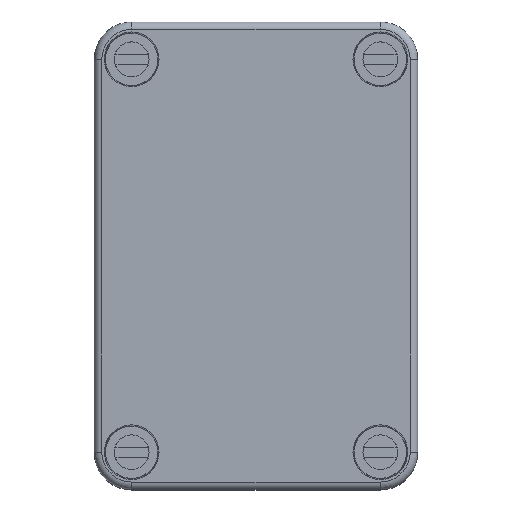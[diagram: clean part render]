
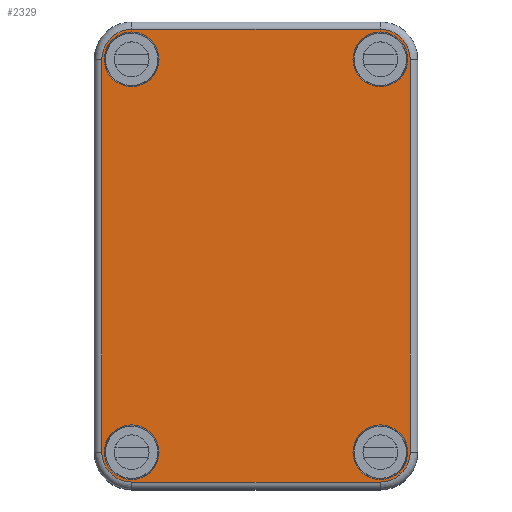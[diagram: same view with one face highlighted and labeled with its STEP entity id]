
A CAD part, top view. The second image highlights one B-rep face of the part: STEP entity #2329.
In plain terms, the highlighted planar face has unit normal (0, 0, 1).
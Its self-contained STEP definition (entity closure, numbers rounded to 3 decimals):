
#112 = DIRECTION ( 'NONE',  ( 0., 0., -1. ) ) ;
#118 = VERTEX_POINT ( 'NONE', #1115 ) ;
#196 = FACE_OUTER_BOUND ( 'NONE', #2423, .T. ) ;
#495 = DIRECTION ( 'NONE',  ( 0., 0., 1. ) ) ;
#543 = ORIENTED_EDGE ( 'NONE', *, *, #15255, .T. ) ;
#619 = DIRECTION ( 'NONE',  ( 0., 0., -1. ) ) ;
#701 = CIRCLE ( 'NONE', #12303, 5.5 ) ;
#773 = CIRCLE ( 'NONE', #6578, 6. ) ;
#842 = CARTESIAN_POINT ( 'NONE',  ( -25., 45.5, 15. ) ) ;
#892 = CARTESIAN_POINT ( 'NONE',  ( -25., 39.5, 15. ) ) ;
#910 = AXIS2_PLACEMENT_3D ( 'NONE', #9057, #619, #10505 ) ;
#918 = CARTESIAN_POINT ( 'NONE',  ( 25., -39.5, 15. ) ) ;
#919 = CARTESIAN_POINT ( 'NONE',  ( 31., 39.5, 15. ) ) ;
#1060 = CARTESIAN_POINT ( 'NONE',  ( -31., -39.5, 15. ) ) ;
#1115 = CARTESIAN_POINT ( 'NONE',  ( 19.5, -39.5, 15. ) ) ;
#1164 = CARTESIAN_POINT ( 'NONE',  ( -31., 39.5, 15. ) ) ;
#1278 = CIRCLE ( 'NONE', #16732, 6. ) ;
#1567 = DIRECTION ( 'NONE',  ( 0., 0., -1. ) ) ;
#1644 = CARTESIAN_POINT ( 'NONE',  ( -25., -39.5, 15. ) ) ;
#1676 = CARTESIAN_POINT ( 'NONE',  ( -30.5, 39.5, 15. ) ) ;
#1750 = ORIENTED_EDGE ( 'NONE', *, *, #17590, .T. ) ;
#1982 = ORIENTED_EDGE ( 'NONE', *, *, #11614, .T. ) ;
#2048 = AXIS2_PLACEMENT_3D ( 'NONE', #892, #10797, #2327 ) ;
#2106 = VERTEX_POINT ( 'NONE', #11699 ) ;
#2146 = DIRECTION ( 'NONE',  ( -1., 0., 0. ) ) ;
#2172 = CARTESIAN_POINT ( 'NONE',  ( 31., 39.5, 15. ) ) ;
#2327 = DIRECTION ( 'NONE',  ( -1., 0., 0. ) ) ;
#2329 = ADVANCED_FACE ( 'NONE', ( #11012, #3913, #7229, #3467, #196 ), #9201, .F. ) ;
#2340 = DIRECTION ( 'NONE',  ( -1., 0., 0. ) ) ;
#2354 = CARTESIAN_POINT ( 'NONE',  ( 25., 39.5, 15. ) ) ;
#2423 = EDGE_LOOP ( 'NONE', ( #12054, #14545, #1750, #13254, #14783, #3135, #8609, #11570 ) ) ;
#2549 = CARTESIAN_POINT ( 'NONE',  ( 31., -39.5, 15. ) ) ;
#2908 = EDGE_CURVE ( 'NONE', #8001, #7341, #14879, .T. ) ;
#2993 = CARTESIAN_POINT ( 'NONE',  ( 30.5, -39.5, 15. ) ) ;
#3026 = DIRECTION ( 'NONE',  ( -1., 0., 0. ) ) ;
#3135 = ORIENTED_EDGE ( 'NONE', *, *, #2908, .T. ) ;
#3176 = LINE ( 'NONE', #919, #13948 ) ;
#3431 = CIRCLE ( 'NONE', #2048, 5.5 ) ;
#3467 = FACE_BOUND ( 'NONE', #4254, .T. ) ;
#3494 = VERTEX_POINT ( 'NONE', #2549 ) ;
#3564 = AXIS2_PLACEMENT_3D ( 'NONE', #10044, #1567, #11432 ) ;
#3575 = EDGE_LOOP ( 'NONE', ( #8424, #7038 ) ) ;
#3747 = DIRECTION ( 'NONE',  ( -1., 0., 0. ) ) ;
#3913 = FACE_BOUND ( 'NONE', #12314, .T. ) ;
#4092 = CARTESIAN_POINT ( 'NONE',  ( -19.5, 39.5, 15. ) ) ;
#4254 = EDGE_LOOP ( 'NONE', ( #12295, #17618 ) ) ;
#4269 = CARTESIAN_POINT ( 'NONE',  ( 19.5, 39.5, 15. ) ) ;
#4500 = VECTOR ( 'NONE', #7998, 1000. ) ;
#4557 = EDGE_CURVE ( 'NONE', #9983, #14766, #10945, .T. ) ;
#4633 = DIRECTION ( 'NONE',  ( 0., 0., 1. ) ) ;
#4669 = VERTEX_POINT ( 'NONE', #842 ) ;
#4726 = EDGE_CURVE ( 'NONE', #7247, #4669, #15705, .T. ) ;
#4823 = VERTEX_POINT ( 'NONE', #4092 ) ;
#4974 = EDGE_CURVE ( 'NONE', #14766, #9983, #15031, .T. ) ;
#5252 = EDGE_CURVE ( 'NONE', #12712, #14296, #6440, .T. ) ;
#5455 = AXIS2_PLACEMENT_3D ( 'NONE', #8952, #495, #10367 ) ;
#5477 = CARTESIAN_POINT ( 'NONE',  ( -25., 39.5, 15. ) ) ;
#6178 = DIRECTION ( 'NONE',  ( -1., 0., 0. ) ) ;
#6184 = EDGE_CURVE ( 'NONE', #14296, #12712, #7575, .T. ) ;
#6257 = ORIENTED_EDGE ( 'NONE', *, *, #15521, .T. ) ;
#6293 = CARTESIAN_POINT ( 'NONE',  ( 25., 39.5, 15. ) ) ;
#6440 = CIRCLE ( 'NONE', #18099, 5.5 ) ;
#6530 = CARTESIAN_POINT ( 'NONE',  ( 25., 45.5, 15. ) ) ;
#6578 = AXIS2_PLACEMENT_3D ( 'NONE', #8542, #112, #9952 ) ;
#6590 = CARTESIAN_POINT ( 'NONE',  ( 25., -39.5, 15. ) ) ;
#6621 = LINE ( 'NONE', #13202, #13666 ) ;
#6898 = EDGE_CURVE ( 'NONE', #15782, #3494, #3176, .T. ) ;
#6923 = DIRECTION ( 'NONE',  ( -1., 0., 0. ) ) ;
#7038 = ORIENTED_EDGE ( 'NONE', *, *, #4557, .T. ) ;
#7229 = FACE_BOUND ( 'NONE', #11141, .T. ) ;
#7247 = VERTEX_POINT ( 'NONE', #16239 ) ;
#7341 = VERTEX_POINT ( 'NONE', #1060 ) ;
#7506 = EDGE_CURVE ( 'NONE', #3494, #9505, #773, .T. ) ;
#7575 = CIRCLE ( 'NONE', #12476, 5.5 ) ;
#7728 = DIRECTION ( 'NONE',  ( -1., 0., 0. ) ) ;
#7864 = AXIS2_PLACEMENT_3D ( 'NONE', #17550, #10627, #2146 ) ;
#7998 = DIRECTION ( 'NONE',  ( -1., 0., 0. ) ) ;
#8001 = VERTEX_POINT ( 'NONE', #1164 ) ;
#8071 = DIRECTION ( 'NONE',  ( -1., 0., 0. ) ) ;
#8109 = CIRCLE ( 'NONE', #10700, 5.5 ) ;
#8200 = CARTESIAN_POINT ( 'NONE',  ( -19.5, -39.5, 15. ) ) ;
#8235 = VERTEX_POINT ( 'NONE', #1676 ) ;
#8424 = ORIENTED_EDGE ( 'NONE', *, *, #4974, .T. ) ;
#8542 = CARTESIAN_POINT ( 'NONE',  ( 25., -39.5, 15. ) ) ;
#8609 = ORIENTED_EDGE ( 'NONE', *, *, #13884, .T. ) ;
#8952 = CARTESIAN_POINT ( 'NONE',  ( 25., 39.5, 15. ) ) ;
#9057 = CARTESIAN_POINT ( 'NONE',  ( -25., -39.5, 15. ) ) ;
#9201 = PLANE ( 'NONE',  #7864 ) ;
#9337 = CARTESIAN_POINT ( 'NONE',  ( 30.5, 39.5, 15. ) ) ;
#9505 = VERTEX_POINT ( 'NONE', #9632 ) ;
#9632 = CARTESIAN_POINT ( 'NONE',  ( 25., -45.5, 15. ) ) ;
#9862 = CIRCLE ( 'NONE', #3564, 5.5 ) ;
#9952 = DIRECTION ( 'NONE',  ( -1., 0., 0. ) ) ;
#9983 = VERTEX_POINT ( 'NONE', #17560 ) ;
#10044 = CARTESIAN_POINT ( 'NONE',  ( -25., 39.5, 15. ) ) ;
#10047 = CIRCLE ( 'NONE', #5455, 6. ) ;
#10367 = DIRECTION ( 'NONE',  ( 1., 0., 0. ) ) ;
#10505 = DIRECTION ( 'NONE',  ( -1., 0., 0. ) ) ;
#10627 = DIRECTION ( 'NONE',  ( 0., 0., -1. ) ) ;
#10700 = AXIS2_PLACEMENT_3D ( 'NONE', #918, #10816, #2340 ) ;
#10797 = DIRECTION ( 'NONE',  ( 0., 0., -1. ) ) ;
#10816 = DIRECTION ( 'NONE',  ( 0., 0., -1. ) ) ;
#10817 = DIRECTION ( 'NONE',  ( 0., -1., 0. ) ) ;
#10828 = VERTEX_POINT ( 'NONE', #2993 ) ;
#10945 = CIRCLE ( 'NONE', #910, 5.5 ) ;
#11012 = FACE_BOUND ( 'NONE', #3575, .T. ) ;
#11141 = EDGE_LOOP ( 'NONE', ( #1982, #15131 ) ) ;
#11200 = VECTOR ( 'NONE', #12421, 1000. ) ;
#11432 = DIRECTION ( 'NONE',  ( -1., 0., 0. ) ) ;
#11455 = EDGE_CURVE ( 'NONE', #9505, #2106, #6621, .T. ) ;
#11493 = DIRECTION ( 'NONE',  ( 0., 0., -1. ) ) ;
#11570 = ORIENTED_EDGE ( 'NONE', *, *, #11455, .F. ) ;
#11614 = EDGE_CURVE ( 'NONE', #10828, #118, #701, .T. ) ;
#11699 = CARTESIAN_POINT ( 'NONE',  ( -25., -45.5, 15. ) ) ;
#12054 = ORIENTED_EDGE ( 'NONE', *, *, #7506, .F. ) ;
#12204 = DIRECTION ( 'NONE',  ( 0., 0., -1. ) ) ;
#12295 = ORIENTED_EDGE ( 'NONE', *, *, #5252, .T. ) ;
#12303 = AXIS2_PLACEMENT_3D ( 'NONE', #6590, #16435, #8071 ) ;
#12314 = EDGE_LOOP ( 'NONE', ( #6257, #543 ) ) ;
#12421 = DIRECTION ( 'NONE',  ( 0., -1., 0. ) ) ;
#12476 = AXIS2_PLACEMENT_3D ( 'NONE', #6293, #16126, #7728 ) ;
#12712 = VERTEX_POINT ( 'NONE', #9337 ) ;
#13078 = CARTESIAN_POINT ( 'NONE',  ( -25., -39.5, 15. ) ) ;
#13202 = CARTESIAN_POINT ( 'NONE',  ( 25., -45.5, 15. ) ) ;
#13254 = ORIENTED_EDGE ( 'NONE', *, *, #4726, .T. ) ;
#13353 = AXIS2_PLACEMENT_3D ( 'NONE', #5477, #15312, #6923 ) ;
#13666 = VECTOR ( 'NONE', #6178, 1000. ) ;
#13801 = CARTESIAN_POINT ( 'NONE',  ( -31., 39.5, 15. ) ) ;
#13884 = EDGE_CURVE ( 'NONE', #7341, #2106, #1278, .T. ) ;
#13948 = VECTOR ( 'NONE', #10817, 1000. ) ;
#14296 = VERTEX_POINT ( 'NONE', #4269 ) ;
#14458 = DIRECTION ( 'NONE',  ( 1., 0., 0. ) ) ;
#14545 = ORIENTED_EDGE ( 'NONE', *, *, #6898, .F. ) ;
#14659 = EDGE_CURVE ( 'NONE', #118, #10828, #8109, .T. ) ;
#14676 = AXIS2_PLACEMENT_3D ( 'NONE', #1644, #11493, #3026 ) ;
#14766 = VERTEX_POINT ( 'NONE', #8200 ) ;
#14783 = ORIENTED_EDGE ( 'NONE', *, *, #15412, .F. ) ;
#14879 = LINE ( 'NONE', #13801, #11200 ) ;
#15031 = CIRCLE ( 'NONE', #14676, 5.5 ) ;
#15131 = ORIENTED_EDGE ( 'NONE', *, *, #14659, .T. ) ;
#15255 = EDGE_CURVE ( 'NONE', #8235, #4823, #3431, .T. ) ;
#15312 = DIRECTION ( 'NONE',  ( 0., 0., -1. ) ) ;
#15412 = EDGE_CURVE ( 'NONE', #8001, #4669, #16188, .T. ) ;
#15521 = EDGE_CURVE ( 'NONE', #4823, #8235, #9862, .T. ) ;
#15705 = LINE ( 'NONE', #6530, #4500 ) ;
#15782 = VERTEX_POINT ( 'NONE', #2172 ) ;
#16126 = DIRECTION ( 'NONE',  ( 0., 0., -1. ) ) ;
#16188 = CIRCLE ( 'NONE', #13353, 6. ) ;
#16239 = CARTESIAN_POINT ( 'NONE',  ( 25., 45.5, 15. ) ) ;
#16435 = DIRECTION ( 'NONE',  ( 0., 0., -1. ) ) ;
#16732 = AXIS2_PLACEMENT_3D ( 'NONE', #13078, #4633, #14458 ) ;
#17550 = CARTESIAN_POINT ( 'NONE',  ( -31., 39.5, 15. ) ) ;
#17560 = CARTESIAN_POINT ( 'NONE',  ( -30.5, -39.5, 15. ) ) ;
#17590 = EDGE_CURVE ( 'NONE', #15782, #7247, #10047, .T. ) ;
#17618 = ORIENTED_EDGE ( 'NONE', *, *, #6184, .T. ) ;
#18099 = AXIS2_PLACEMENT_3D ( 'NONE', #2354, #12204, #3747 ) ;
